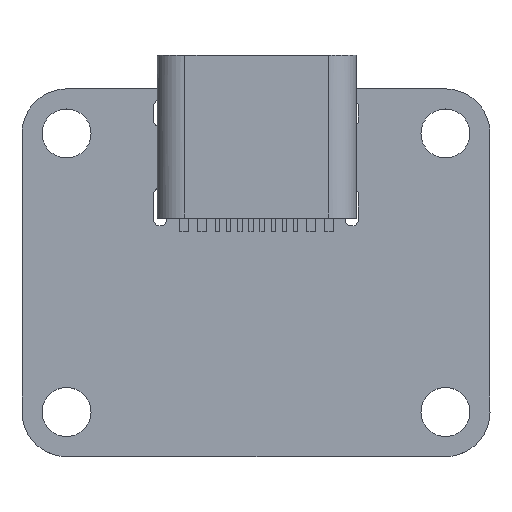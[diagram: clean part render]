
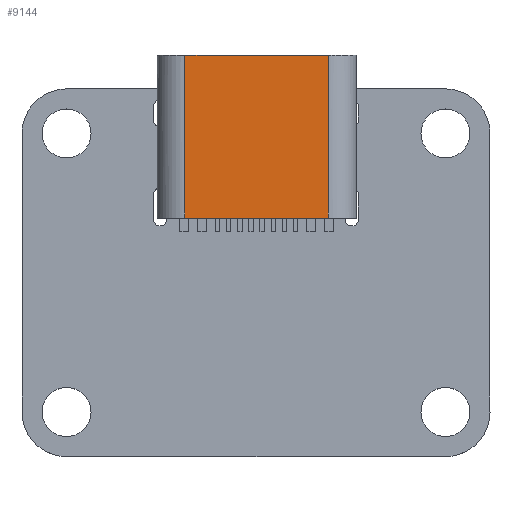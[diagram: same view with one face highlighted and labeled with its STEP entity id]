
A CAD part, top view. The second image highlights one B-rep face of the part: STEP entity #9144.
In plain terms, the highlighted free-form (B-spline) face has degree [1, 1] with [2, 2] control points.
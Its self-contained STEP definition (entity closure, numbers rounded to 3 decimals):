
#1625 = B_SPLINE_SURFACE_WITH_KNOTS('',1,1,(
    (#1626,#1627)
    ,(#1628,#1629
    )),.UNSPECIFIED.,.F.,.F.,.F.,(2,2),(2,2),(-4.47,4.47),(-2.405,1.605)
  ,.PIECEWISE_BEZIER_KNOTS.);
#1626 = CARTESIAN_POINT('',(8.94,-0.8,-7.3));
#1627 = CARTESIAN_POINT('',(8.94,3.21,-7.3));
#1628 = CARTESIAN_POINT('',(0.,-0.8,-7.3));
#1629 = CARTESIAN_POINT('',(0.,3.21,-7.3));
#3590 = VERTEX_POINT('',#3591);
#3591 = CARTESIAN_POINT('',(1.255,3.21,-7.3));
#3605 = ( BOUNDED_SURFACE() B_SPLINE_SURFACE(2,1,(
    (#3606,#3607)
    ,(#3608,#3609)
    ,(#3610,#3611
)),.UNSPECIFIED.,.F.,.F.,.F.) B_SPLINE_SURFACE_WITH_KNOTS((3,3),(2,2),(
    5.498,7.069),(0.,7.3),.PIECEWISE_BEZIER_KNOTS.) 
GEOMETRIC_REPRESENTATION_ITEM() RATIONAL_B_SPLINE_SURFACE((
    (1.,1.)
    ,(0.707,0.707)
,(1.,1.))) REPRESENTATION_ITEM('') SURFACE() );
#3606 = CARTESIAN_POINT('',(0.,1.955,0.));
#3607 = CARTESIAN_POINT('',(0.,1.955,-7.3));
#3608 = CARTESIAN_POINT('',(0.,3.21,0.));
#3609 = CARTESIAN_POINT('',(0.,3.21,-7.3));
#3610 = CARTESIAN_POINT('',(1.255,3.21,0.));
#3611 = CARTESIAN_POINT('',(1.255,3.21,-7.3));
#3619 = EDGE_CURVE('',#3590,#3620,#3622,.T.);
#3620 = VERTEX_POINT('',#3621);
#3621 = CARTESIAN_POINT('',(7.685,3.21,-7.3));
#3622 = SURFACE_CURVE('',#3623,(#3626,#3632),.PCURVE_S1.);
#3623 = B_SPLINE_CURVE_WITH_KNOTS('',1,(#3624,#3625),.UNSPECIFIED.,.F.,
  .F.,(2,2),(-7.685,-1.255),.PIECEWISE_BEZIER_KNOTS.);
#3624 = CARTESIAN_POINT('',(1.255,3.21,-7.3));
#3625 = CARTESIAN_POINT('',(7.685,3.21,-7.3));
#3626 = PCURVE('',#1625,#3627);
#3627 = DEFINITIONAL_REPRESENTATION('',(#3628),#3631);
#3628 = B_SPLINE_CURVE_WITH_KNOTS('',1,(#3629,#3630),.UNSPECIFIED.,.F.,
  .F.,(2,2),(-7.685,-1.255),.PIECEWISE_BEZIER_KNOTS.);
#3629 = CARTESIAN_POINT('',(3.215,1.605));
#3630 = CARTESIAN_POINT('',(-3.215,1.605));
#3631 = ( GEOMETRIC_REPRESENTATION_CONTEXT(2) 
PARAMETRIC_REPRESENTATION_CONTEXT() REPRESENTATION_CONTEXT('2D SPACE',''
  ) );
#3632 = PCURVE('',#3633,#3638);
#3633 = B_SPLINE_SURFACE_WITH_KNOTS('',1,1,(
    (#3634,#3635)
    ,(#3636,#3637
  )),.UNSPECIFIED.,.F.,.F.,.F.,(2,2),(2,2),(1.255,7.685),(0.,7.3),
  .PIECEWISE_BEZIER_KNOTS.);
#3634 = CARTESIAN_POINT('',(1.255,3.21,0.));
#3635 = CARTESIAN_POINT('',(1.255,3.21,-7.3));
#3636 = CARTESIAN_POINT('',(7.685,3.21,0.));
#3637 = CARTESIAN_POINT('',(7.685,3.21,-7.3));
#3638 = DEFINITIONAL_REPRESENTATION('',(#3639),#3642);
#3639 = B_SPLINE_CURVE_WITH_KNOTS('',1,(#3640,#3641),.UNSPECIFIED.,.F.,
  .F.,(2,2),(-7.685,-1.255),.PIECEWISE_BEZIER_KNOTS.);
#3640 = CARTESIAN_POINT('',(1.255,7.3));
#3641 = CARTESIAN_POINT('',(7.685,7.3));
#3642 = ( GEOMETRIC_REPRESENTATION_CONTEXT(2) 
PARAMETRIC_REPRESENTATION_CONTEXT() REPRESENTATION_CONTEXT('2D SPACE',''
  ) );
#3660 = ( BOUNDED_SURFACE() B_SPLINE_SURFACE(2,1,(
    (#3661,#3662)
    ,(#3663,#3664)
    ,(#3665,#3666
)),.UNSPECIFIED.,.F.,.F.,.F.) B_SPLINE_SURFACE_WITH_KNOTS((3,3),(2,2),(
    5.498,7.069),(0.,7.3),.PIECEWISE_BEZIER_KNOTS.) 
GEOMETRIC_REPRESENTATION_ITEM() RATIONAL_B_SPLINE_SURFACE((
    (1.,1.)
    ,(0.707,0.707)
,(1.,1.))) REPRESENTATION_ITEM('') SURFACE() );
#3661 = CARTESIAN_POINT('',(7.685,3.21,0.));
#3662 = CARTESIAN_POINT('',(7.685,3.21,-7.3));
#3663 = CARTESIAN_POINT('',(8.94,3.21,0.));
#3664 = CARTESIAN_POINT('',(8.94,3.21,-7.3));
#3665 = CARTESIAN_POINT('',(8.94,1.955,0.));
#3666 = CARTESIAN_POINT('',(8.94,1.955,-7.3));
#5445 = B_SPLINE_SURFACE_WITH_KNOTS('',1,1,(
    (#5446,#5447)
    ,(#5448,#5449
    )),.UNSPECIFIED.,.F.,.F.,.F.,(2,2),(2,2),(-4.47,4.47),(-1.605,1.605)
  ,.PIECEWISE_BEZIER_KNOTS.);
#5446 = CARTESIAN_POINT('',(0.,0.,0.));
#5447 = CARTESIAN_POINT('',(0.,3.21,0.));
#5448 = CARTESIAN_POINT('',(8.94,0.,0.));
#5449 = CARTESIAN_POINT('',(8.94,3.21,0.));
#8896 = VERTEX_POINT('',#8897);
#8897 = CARTESIAN_POINT('',(7.685,3.21,0.));
#8918 = EDGE_CURVE('',#8896,#8919,#8921,.T.);
#8919 = VERTEX_POINT('',#8920);
#8920 = CARTESIAN_POINT('',(1.255,3.21,0.));
#8921 = SURFACE_CURVE('',#8922,(#8925,#8931),.PCURVE_S1.);
#8922 = B_SPLINE_CURVE_WITH_KNOTS('',1,(#8923,#8924),.UNSPECIFIED.,.F.,
  .F.,(2,2),(1.255,7.685),.PIECEWISE_BEZIER_KNOTS.);
#8923 = CARTESIAN_POINT('',(7.685,3.21,0.));
#8924 = CARTESIAN_POINT('',(1.255,3.21,0.));
#8925 = PCURVE('',#5445,#8926);
#8926 = DEFINITIONAL_REPRESENTATION('',(#8927),#8930);
#8927 = B_SPLINE_CURVE_WITH_KNOTS('',1,(#8928,#8929),.UNSPECIFIED.,.F.,
  .F.,(2,2),(1.255,7.685),.PIECEWISE_BEZIER_KNOTS.);
#8928 = CARTESIAN_POINT('',(3.215,1.605));
#8929 = CARTESIAN_POINT('',(-3.215,1.605));
#8930 = ( GEOMETRIC_REPRESENTATION_CONTEXT(2) 
PARAMETRIC_REPRESENTATION_CONTEXT() REPRESENTATION_CONTEXT('2D SPACE',''
  ) );
#8931 = PCURVE('',#3633,#8932);
#8932 = DEFINITIONAL_REPRESENTATION('',(#8933),#8936);
#8933 = B_SPLINE_CURVE_WITH_KNOTS('',1,(#8934,#8935),.UNSPECIFIED.,.F.,
  .F.,(2,2),(1.255,7.685),.PIECEWISE_BEZIER_KNOTS.);
#8934 = CARTESIAN_POINT('',(7.685,0.));
#8935 = CARTESIAN_POINT('',(1.255,0.));
#8936 = ( GEOMETRIC_REPRESENTATION_CONTEXT(2) 
PARAMETRIC_REPRESENTATION_CONTEXT() REPRESENTATION_CONTEXT('2D SPACE',''
  ) );
#8993 = EDGE_CURVE('',#3620,#8896,#8994,.T.);
#8994 = SURFACE_CURVE('',#8995,(#8998,#9005),.PCURVE_S1.);
#8995 = B_SPLINE_CURVE_WITH_KNOTS('',1,(#8996,#8997),.UNSPECIFIED.,.F.,
  .F.,(2,2),(-7.3,0.),.PIECEWISE_BEZIER_KNOTS.);
#8996 = CARTESIAN_POINT('',(7.685,3.21,-7.3));
#8997 = CARTESIAN_POINT('',(7.685,3.21,0.));
#8998 = PCURVE('',#3660,#8999);
#8999 = DEFINITIONAL_REPRESENTATION('',(#9000),#9004);
#9000 = B_SPLINE_CURVE_WITH_KNOTS('',2,(#9001,#9002,#9003),
  .UNSPECIFIED.,.F.,.F.,(3,3),(-7.3,0.),.PIECEWISE_BEZIER_KNOTS.);
#9001 = CARTESIAN_POINT('',(5.498,7.3));
#9002 = CARTESIAN_POINT('',(5.498,3.65));
#9003 = CARTESIAN_POINT('',(5.498,0.));
#9004 = ( GEOMETRIC_REPRESENTATION_CONTEXT(2) 
PARAMETRIC_REPRESENTATION_CONTEXT() REPRESENTATION_CONTEXT('2D SPACE',''
  ) );
#9005 = PCURVE('',#3633,#9006);
#9006 = DEFINITIONAL_REPRESENTATION('',(#9007),#9010);
#9007 = B_SPLINE_CURVE_WITH_KNOTS('',1,(#9008,#9009),.UNSPECIFIED.,.F.,
  .F.,(2,2),(-7.3,0.),.PIECEWISE_BEZIER_KNOTS.);
#9008 = CARTESIAN_POINT('',(7.685,7.3));
#9009 = CARTESIAN_POINT('',(7.685,0.));
#9010 = ( GEOMETRIC_REPRESENTATION_CONTEXT(2) 
PARAMETRIC_REPRESENTATION_CONTEXT() REPRESENTATION_CONTEXT('2D SPACE',''
  ) );
#9020 = EDGE_CURVE('',#8919,#3590,#9021,.T.);
#9021 = SURFACE_CURVE('',#9022,(#9025,#9032),.PCURVE_S1.);
#9022 = B_SPLINE_CURVE_WITH_KNOTS('',1,(#9023,#9024),.UNSPECIFIED.,.F.,
  .F.,(2,2),(0.,7.3),.PIECEWISE_BEZIER_KNOTS.);
#9023 = CARTESIAN_POINT('',(1.255,3.21,0.));
#9024 = CARTESIAN_POINT('',(1.255,3.21,-7.3));
#9025 = PCURVE('',#3605,#9026);
#9026 = DEFINITIONAL_REPRESENTATION('',(#9027),#9031);
#9027 = B_SPLINE_CURVE_WITH_KNOTS('',2,(#9028,#9029,#9030),
  .UNSPECIFIED.,.F.,.F.,(3,3),(0.,7.3),.PIECEWISE_BEZIER_KNOTS.);
#9028 = CARTESIAN_POINT('',(7.069,0.));
#9029 = CARTESIAN_POINT('',(7.069,3.65));
#9030 = CARTESIAN_POINT('',(7.069,7.3));
#9031 = ( GEOMETRIC_REPRESENTATION_CONTEXT(2) 
PARAMETRIC_REPRESENTATION_CONTEXT() REPRESENTATION_CONTEXT('2D SPACE',''
  ) );
#9032 = PCURVE('',#3633,#9033);
#9033 = DEFINITIONAL_REPRESENTATION('',(#9034),#9037);
#9034 = B_SPLINE_CURVE_WITH_KNOTS('',1,(#9035,#9036),.UNSPECIFIED.,.F.,
  .F.,(2,2),(0.,7.3),.PIECEWISE_BEZIER_KNOTS.);
#9035 = CARTESIAN_POINT('',(1.255,0.));
#9036 = CARTESIAN_POINT('',(1.255,7.3));
#9037 = ( GEOMETRIC_REPRESENTATION_CONTEXT(2) 
PARAMETRIC_REPRESENTATION_CONTEXT() REPRESENTATION_CONTEXT('2D SPACE',''
  ) );
#9144 = ADVANCED_FACE('',(#9145),#3633,.T.);
#9145 = FACE_BOUND('',#9146,.T.);
#9146 = EDGE_LOOP('',(#9147,#9148,#9149,#9150));
#9147 = ORIENTED_EDGE('',*,*,#8993,.F.);
#9148 = ORIENTED_EDGE('',*,*,#3619,.F.);
#9149 = ORIENTED_EDGE('',*,*,#9020,.F.);
#9150 = ORIENTED_EDGE('',*,*,#8918,.F.);
